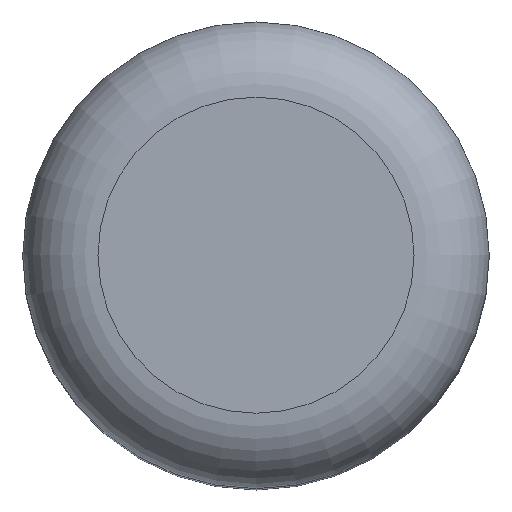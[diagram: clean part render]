
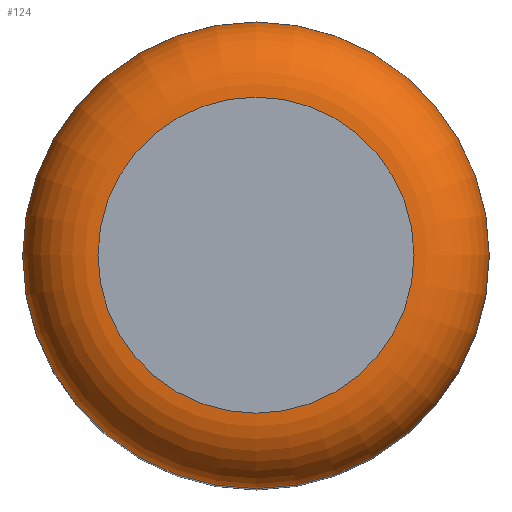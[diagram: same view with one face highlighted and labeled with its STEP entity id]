
A CAD part, top view. The second image highlights one B-rep face of the part: STEP entity #124.
In plain terms, the highlighted toroidal (fillet/blend) face has major radius 31.5 mm and minor radius 15 mm.
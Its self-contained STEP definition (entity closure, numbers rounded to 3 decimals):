
#15=TOROIDAL_SURFACE('',#158,31.5,15.);
#33=FACE_OUTER_BOUND('',#43,.T.);
#43=EDGE_LOOP('',(#108,#109,#110,#111));
#58=CIRCLE('',#152,46.5);
#59=CIRCLE('',#154,31.5);
#61=CIRCLE('',#159,15.);
#67=VERTEX_POINT('',#226);
#68=VERTEX_POINT('',#230);
#78=EDGE_CURVE('',#67,#67,#58,.T.);
#80=EDGE_CURVE('',#68,#68,#59,.T.);
#83=EDGE_CURVE('',#68,#67,#61,.T.);
#108=ORIENTED_EDGE('',*,*,#80,.F.);
#109=ORIENTED_EDGE('',*,*,#83,.T.);
#110=ORIENTED_EDGE('',*,*,#78,.T.);
#111=ORIENTED_EDGE('',*,*,#83,.F.);
#124=ADVANCED_FACE('',(#33),#15,.T.);
#152=AXIS2_PLACEMENT_3D('',#227,#188,#189);
#154=AXIS2_PLACEMENT_3D('',#231,#193,#194);
#158=AXIS2_PLACEMENT_3D('',#237,#202,#203);
#159=AXIS2_PLACEMENT_3D('',#238,#204,#205);
#188=DIRECTION('center_axis',(0.,0.,1.));
#189=DIRECTION('ref_axis',(1.,0.,0.));
#193=DIRECTION('center_axis',(0.,0.,1.));
#194=DIRECTION('ref_axis',(1.,0.,0.));
#202=DIRECTION('center_axis',(0.,0.,1.));
#203=DIRECTION('ref_axis',(1.,0.,0.));
#204=DIRECTION('center_axis',(0.,-1.,0.));
#205=DIRECTION('ref_axis',(-1.,0.,0.));
#226=CARTESIAN_POINT('',(-46.5,0.,205.));
#227=CARTESIAN_POINT('Origin',(0.,0.,205.));
#230=CARTESIAN_POINT('',(-31.5,0.,220.));
#231=CARTESIAN_POINT('Origin',(0.,0.,220.));
#237=CARTESIAN_POINT('Origin',(0.,0.,205.));
#238=CARTESIAN_POINT('Origin',(-31.5,0.,205.));
